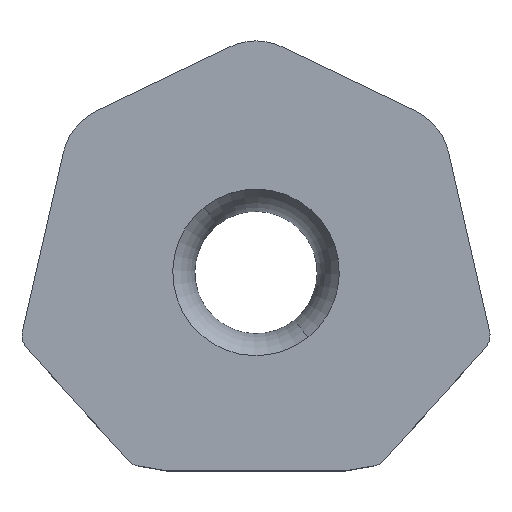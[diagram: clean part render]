
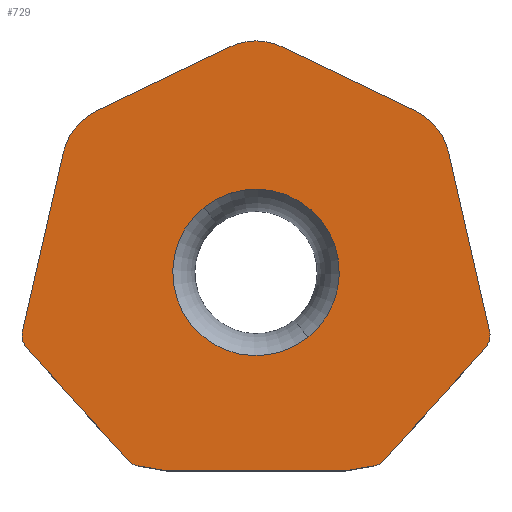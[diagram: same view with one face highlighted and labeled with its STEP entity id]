
A CAD part, top view. The second image highlights one B-rep face of the part: STEP entity #729.
In plain terms, the highlighted planar face has unit normal (0, 0, 1).
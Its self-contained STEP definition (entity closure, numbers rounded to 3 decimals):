
#17=CARTESIAN_POINT('',(0.,0.,7.2));
#18=DIRECTION('',(0.,0.,-1.));
#19=DIRECTION('',(0.623,-0.782,0.));
#20=AXIS2_PLACEMENT_3D('',#17,#18,#19);
#26=CARTESIAN_POINT('',(0.,0.,7.2));
#27=DIRECTION('',(0.,0.,-1.));
#28=DIRECTION('',(-0.623,0.782,0.));
#29=AXIS2_PLACEMENT_3D('',#26,#27,#28);
#34=CARTESIAN_POINT('',(0.,7.991,7.2));
#35=DIRECTION('',(0.,0.,1.));
#36=DIRECTION('',(0.434,0.901,0.));
#37=AXIS2_PLACEMENT_3D('',#34,#35,#36);
#42=DIRECTION('',(0.901,-0.434,0.));
#43=VECTOR('',#42,6.935);
#44=CARTESIAN_POINT('',(1.215,10.514,7.2));
#45=LINE('',#44,#43);
#49=CARTESIAN_POINT('',(6.248,4.983,7.2));
#50=DIRECTION('',(0.,0.,1.));
#51=DIRECTION('',(0.975,0.223,0.));
#52=AXIS2_PLACEMENT_3D('',#49,#50,#51);
#57=DIRECTION('',(0.223,-0.975,0.));
#58=VECTOR('',#57,8.595);
#59=CARTESIAN_POINT('',(8.978,5.606,7.2));
#60=LINE('',#59,#58);
#64=CARTESIAN_POINT('',(10.11,-2.952,7.2));
#65=DIRECTION('',(0.,0.,-1.));
#66=DIRECTION('',(0.975,0.223,0.));
#67=AXIS2_PLACEMENT_3D('',#64,#65,#66);
#72=CARTESIAN_POINT('',(-363.2,328.469,7.2));
#73=DIRECTION('',(0.,0.,-1.));
#74=DIRECTION('',(0.748,-0.664,0.));
#75=AXIS2_PLACEMENT_3D('',#72,#73,#74);
#80=CARTESIAN_POINT('',(5.356,-8.231,7.2));
#81=DIRECTION('',(0.,0.,-1.));
#82=DIRECTION('',(0.738,-0.674,0.));
#83=AXIS2_PLACEMENT_3D('',#80,#81,#82);
#88=DIRECTION('',(-0.985,-0.174,0.));
#89=VECTOR('',#88,1.33);
#90=CARTESIAN_POINT('',(5.495,-9.019,7.2));
#91=LINE('',#90,#89);
#95=DIRECTION('',(-1.,0.,0.));
#96=VECTOR('',#95,8.37);
#97=CARTESIAN_POINT('',(4.185,-9.25,7.2));
#98=LINE('',#97,#96);
#102=DIRECTION('',(-0.985,0.174,0.));
#103=VECTOR('',#102,1.33);
#104=CARTESIAN_POINT('',(-4.185,-9.25,7.2));
#105=LINE('',#104,#103);
#109=CARTESIAN_POINT('',(-5.356,-8.231,7.2));
#110=DIRECTION('',(0.,0.,-1.));
#111=DIRECTION('',(-0.174,-0.985,0.));
#112=AXIS2_PLACEMENT_3D('',#109,#110,#111);
#117=CARTESIAN_POINT('',(363.2,328.469,7.2));
#118=DIRECTION('',(0.,0.,-1.));
#119=DIRECTION('',(-0.738,-0.674,0.));
#120=AXIS2_PLACEMENT_3D('',#117,#118,#119);
#125=CARTESIAN_POINT('',(-10.11,-2.952,7.2));
#126=DIRECTION('',(0.,0.,-1.));
#127=DIRECTION('',(-0.748,-0.664,0.));
#128=AXIS2_PLACEMENT_3D('',#125,#126,#127);
#133=DIRECTION('',(0.223,0.975,0.));
#134=VECTOR('',#133,8.595);
#135=CARTESIAN_POINT('',(-10.89,-2.774,7.2));
#136=LINE('',#135,#134);
#140=CARTESIAN_POINT('',(-6.248,4.983,7.2));
#141=DIRECTION('',(0.,0.,1.));
#142=DIRECTION('',(-0.434,0.901,0.));
#143=AXIS2_PLACEMENT_3D('',#140,#141,#142);
#148=DIRECTION('',(0.901,0.434,0.));
#149=VECTOR('',#148,6.935);
#150=CARTESIAN_POINT('',(-7.463,7.505,7.2));
#151=LINE('',#150,#149);
#588=CARTESIAN_POINT('',(4.185,-9.25,7.2));
#589=CARTESIAN_POINT('',(-4.185,-9.25,7.2));
#590=VERTEX_POINT('',#588);
#591=VERTEX_POINT('',#589);
#596=CARTESIAN_POINT('',(-10.709,-3.483,7.2));
#597=CARTESIAN_POINT('',(-10.89,-2.774,7.2));
#598=VERTEX_POINT('',#596);
#599=VERTEX_POINT('',#597);
#600=CARTESIAN_POINT('',(-5.947,-8.771,7.2));
#601=VERTEX_POINT('',#600);
#602=CARTESIAN_POINT('',(-5.495,-9.019,7.2));
#603=VERTEX_POINT('',#602);
#604=CARTESIAN_POINT('',(5.495,-9.019,7.2));
#605=VERTEX_POINT('',#604);
#606=CARTESIAN_POINT('',(5.947,-8.771,7.2));
#607=VERTEX_POINT('',#606);
#608=CARTESIAN_POINT('',(10.709,-3.483,7.2));
#609=VERTEX_POINT('',#608);
#610=CARTESIAN_POINT('',(10.89,-2.774,7.2));
#611=VERTEX_POINT('',#610);
#632=CARTESIAN_POINT('',(1.215,10.514,7.2));
#633=VERTEX_POINT('',#632);
#634=CARTESIAN_POINT('',(-1.215,10.514,7.2));
#635=VERTEX_POINT('',#634);
#640=CARTESIAN_POINT('',(8.978,5.606,7.2));
#641=VERTEX_POINT('',#640);
#642=CARTESIAN_POINT('',(7.463,7.505,7.2));
#643=VERTEX_POINT('',#642);
#648=CARTESIAN_POINT('',(-7.463,7.505,7.2));
#649=VERTEX_POINT('',#648);
#650=CARTESIAN_POINT('',(-8.978,5.606,7.2));
#651=VERTEX_POINT('',#650);
#676=CARTESIAN_POINT('',(2.42,-3.035,7.2));
#677=CARTESIAN_POINT('',(-2.42,3.035,7.2));
#678=VERTEX_POINT('',#676);
#679=VERTEX_POINT('',#677);
#684=CARTESIAN_POINT('',(0.,0.,7.2));
#685=DIRECTION('',(0.,0.,1.));
#686=DIRECTION('',(0.623,-0.782,0.));
#687=AXIS2_PLACEMENT_3D('',#684,#685,#686);
#688=PLANE('',#687);
#690=ORIENTED_EDGE('',*,*,#689,.F.);
#692=ORIENTED_EDGE('',*,*,#691,.T.);
#694=ORIENTED_EDGE('',*,*,#693,.F.);
#696=ORIENTED_EDGE('',*,*,#695,.T.);
#698=ORIENTED_EDGE('',*,*,#697,.T.);
#700=ORIENTED_EDGE('',*,*,#699,.T.);
#702=ORIENTED_EDGE('',*,*,#701,.T.);
#704=ORIENTED_EDGE('',*,*,#703,.T.);
#706=ORIENTED_EDGE('',*,*,#705,.T.);
#708=ORIENTED_EDGE('',*,*,#707,.T.);
#710=ORIENTED_EDGE('',*,*,#709,.T.);
#712=ORIENTED_EDGE('',*,*,#711,.T.);
#714=ORIENTED_EDGE('',*,*,#713,.T.);
#716=ORIENTED_EDGE('',*,*,#715,.T.);
#718=ORIENTED_EDGE('',*,*,#717,.F.);
#720=ORIENTED_EDGE('',*,*,#719,.T.);
#721=EDGE_LOOP('',(#690,#692,#694,#696,#698,#700,#702,#704,#706,#708,#710,#712,
#714,#716,#718,#720));
#722=FACE_OUTER_BOUND('',#721,.F.);
#724=ORIENTED_EDGE('',*,*,#723,.F.);
#726=ORIENTED_EDGE('',*,*,#725,.F.);
#727=EDGE_LOOP('',(#724,#726));
#728=FACE_BOUND('',#727,.F.);
#21=CIRCLE('',#20,3.882);
#30=CIRCLE('',#29,3.882);
#38=CIRCLE('',#37,2.8);
#53=CIRCLE('',#52,2.8);
#68=CIRCLE('',#67,0.8);
#76=CIRCLE('',#75,500.);
#84=CIRCLE('',#83,0.8);
#113=CIRCLE('',#112,0.8);
#121=CIRCLE('',#120,500.);
#129=CIRCLE('',#128,0.8);
#144=CIRCLE('',#143,2.8);
#689=EDGE_CURVE('',#633,#635,#38,.T.);
#691=EDGE_CURVE('',#633,#643,#45,.T.);
#693=EDGE_CURVE('',#641,#643,#53,.T.);
#695=EDGE_CURVE('',#641,#611,#60,.T.);
#697=EDGE_CURVE('',#611,#609,#68,.T.);
#699=EDGE_CURVE('',#609,#607,#76,.T.);
#701=EDGE_CURVE('',#607,#605,#84,.T.);
#703=EDGE_CURVE('',#605,#590,#91,.T.);
#705=EDGE_CURVE('',#590,#591,#98,.T.);
#707=EDGE_CURVE('',#591,#603,#105,.T.);
#709=EDGE_CURVE('',#603,#601,#113,.T.);
#711=EDGE_CURVE('',#601,#598,#121,.T.);
#713=EDGE_CURVE('',#598,#599,#129,.T.);
#715=EDGE_CURVE('',#599,#651,#136,.T.);
#717=EDGE_CURVE('',#649,#651,#144,.T.);
#719=EDGE_CURVE('',#649,#635,#151,.T.);
#723=EDGE_CURVE('',#678,#679,#21,.T.);
#725=EDGE_CURVE('',#679,#678,#30,.T.);
#729=ADVANCED_FACE('',(#722,#728),#688,.T.);
